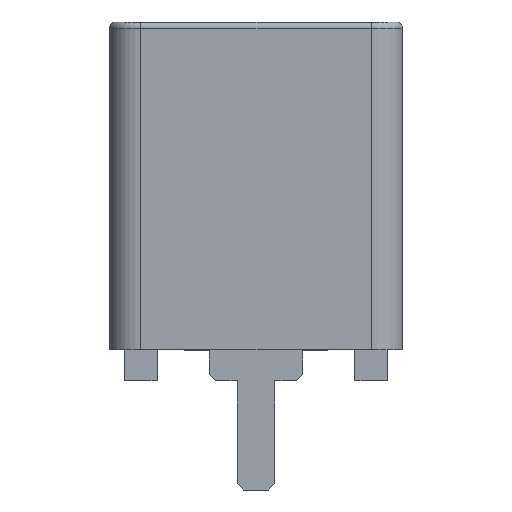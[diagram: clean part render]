
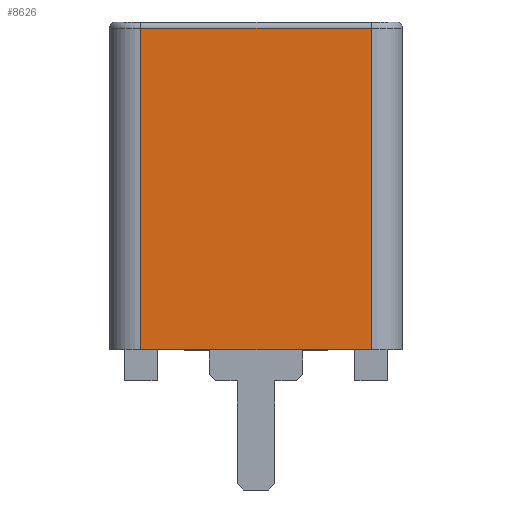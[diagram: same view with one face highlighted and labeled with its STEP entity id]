
A CAD part, left-side view. The second image highlights one B-rep face of the part: STEP entity #8626.
In plain terms, the highlighted planar face has unit normal (-1, 0, 0).
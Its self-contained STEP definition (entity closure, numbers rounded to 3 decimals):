
#299=PLANE('',#9218);
#692=FACE_OUTER_BOUND('',#1186,.T.);
#1186=EDGE_LOOP('',(#6303,#6304,#6305,#6306));
#1630=LINE('',#11973,#2612);
#1761=LINE('',#12341,#2743);
#1764=LINE('',#12349,#2746);
#1789=LINE('',#12400,#2771);
#2612=VECTOR('',#9775,7.4);
#2743=VECTOR('',#10124,10.3);
#2746=VECTOR('',#10133,7.4);
#2771=VECTOR('',#10162,10.3);
#3785=VERTEX_POINT('',#11963);
#3787=VERTEX_POINT('',#11969);
#3916=VERTEX_POINT('',#12340);
#3918=VERTEX_POINT('',#12348);
#4649=EDGE_CURVE('',#3785,#3787,#1630,.T.);
#4835=EDGE_CURVE('',#3787,#3916,#1761,.T.);
#4839=EDGE_CURVE('',#3918,#3916,#1764,.T.);
#4865=EDGE_CURVE('',#3918,#3785,#1789,.T.);
#6303=ORIENTED_EDGE('',*,*,#4649,.F.);
#6304=ORIENTED_EDGE('',*,*,#4865,.F.);
#6305=ORIENTED_EDGE('',*,*,#4839,.T.);
#6306=ORIENTED_EDGE('',*,*,#4835,.F.);
#8626=ADVANCED_FACE('',(#692),#299,.T.);
#9218=AXIS2_PLACEMENT_3D('',#12401,#10163,#10164);
#9775=DIRECTION('',(0.,-1.,0.));
#10124=DIRECTION('',(0.,0.,-1.));
#10133=DIRECTION('',(0.,-1.,0.));
#10162=DIRECTION('',(0.,0.,1.));
#10163=DIRECTION('center_axis',(-1.,0.,0.));
#10164=DIRECTION('ref_axis',(0.,-1.,0.));
#11963=CARTESIAN_POINT('',(-12.2,3.7,11.3));
#11969=CARTESIAN_POINT('',(-12.2,-3.7,11.3));
#11973=CARTESIAN_POINT('',(-12.2,2.35,11.3));
#12340=CARTESIAN_POINT('',(-12.2,-3.7,1.));
#12341=CARTESIAN_POINT('',(-12.2,-3.7,0.));
#12348=CARTESIAN_POINT('',(-12.2,3.7,1.));
#12349=CARTESIAN_POINT('',(-12.2,2.35,1.));
#12400=CARTESIAN_POINT('',(-12.2,3.7,0.));
#12401=CARTESIAN_POINT('Origin',(-12.2,4.7,0.));
